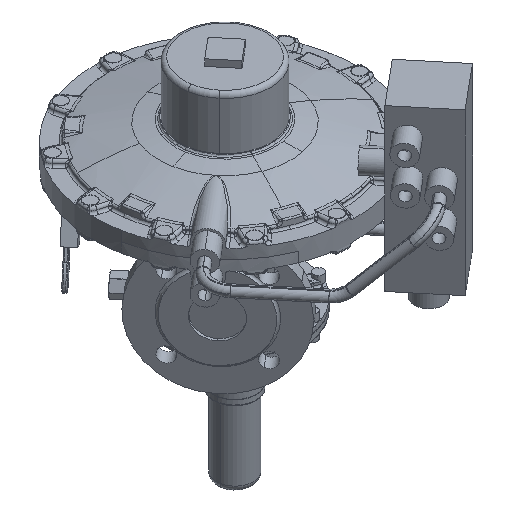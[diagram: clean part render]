
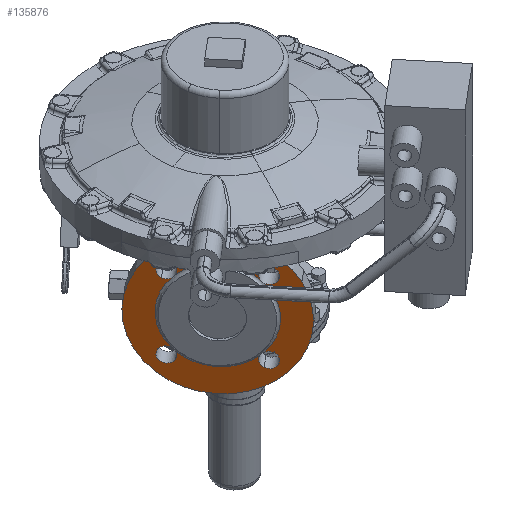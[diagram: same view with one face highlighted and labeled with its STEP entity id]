
A CAD part, isometric view. The second image highlights one B-rep face of the part: STEP entity #135876.
In plain terms, the highlighted planar face has unit normal (-0.769, -0.639, 0).
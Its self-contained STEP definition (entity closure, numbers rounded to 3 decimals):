
#4921=CARTESIAN_POINT('Vertex',(-98.991,11.913,-39.553)) ;
#4924=CARTESIAN_POINT('Axis2P3D Location',(-52.741,-43.79,0.)) ;
#4928=CARTESIAN_POINT('Vertex',(-6.491,-99.493,39.553)) ;
#5956=CARTESIAN_POINT('Axis2P3D Location',(-52.741,-43.79,0.)) ;
#6099=CARTESIAN_POINT('Vertex',(-19.464,-83.869,39.879)) ;
#6102=CARTESIAN_POINT('Axis2P3D Location',(-24.51,-77.792,44.194)) ;
#6106=CARTESIAN_POINT('Vertex',(-29.555,-71.715,48.509)) ;
#6126=CARTESIAN_POINT('Axis2P3D Location',(-24.51,-77.792,44.194)) ;
#6130=CARTESIAN_POINT('Vertex',(-29.622,-71.634,40.078)) ;
#6139=CARTESIAN_POINT('Vertex',(-27.139,-74.625,36.191)) ;
#6142=CARTESIAN_POINT('Axis2P3D Location',(-24.51,-77.792,44.194)) ;
#7105=CARTESIAN_POINT('Axis2P3D Location',(-80.972,-9.789,44.194)) ;
#7109=CARTESIAN_POINT('Vertex',(-83.729,-6.469,36.296)) ;
#7111=CARTESIAN_POINT('Vertex',(-78.343,-12.956,36.191)) ;
#7120=CARTESIAN_POINT('Vertex',(-75.86,-15.946,40.078)) ;
#7123=CARTESIAN_POINT('Axis2P3D Location',(-80.972,-9.789,44.194)) ;
#7127=CARTESIAN_POINT('Vertex',(-78.216,-13.108,52.092)) ;
#7154=CARTESIAN_POINT('Axis2P3D Location',(-80.972,-9.789,44.194)) ;
#7171=CARTESIAN_POINT('Axis2P3D Location',(-80.972,-9.789,-44.194)) ;
#7175=CARTESIAN_POINT('Vertex',(-75.927,-15.865,-48.509)) ;
#7177=CARTESIAN_POINT('Vertex',(-75.86,-15.946,-40.078)) ;
#7186=CARTESIAN_POINT('Vertex',(-78.343,-12.956,-36.191)) ;
#7189=CARTESIAN_POINT('Axis2P3D Location',(-80.972,-9.789,-44.194)) ;
#7193=CARTESIAN_POINT('Vertex',(-86.018,-3.712,-39.879)) ;
#7220=CARTESIAN_POINT('Axis2P3D Location',(-80.972,-9.789,-44.194)) ;
#7237=CARTESIAN_POINT('Axis2P3D Location',(-24.51,-77.792,-44.194)) ;
#7241=CARTESIAN_POINT('Vertex',(-21.753,-81.112,-36.296)) ;
#7243=CARTESIAN_POINT('Vertex',(-27.139,-74.625,-36.191)) ;
#7252=CARTESIAN_POINT('Vertex',(-29.622,-71.634,-40.078)) ;
#7255=CARTESIAN_POINT('Axis2P3D Location',(-24.51,-77.792,-44.194)) ;
#7259=CARTESIAN_POINT('Vertex',(-27.266,-74.472,-52.092)) ;
#7286=CARTESIAN_POINT('Axis2P3D Location',(-24.51,-77.792,-44.194)) ;
#135701=CARTESIAN_POINT('Control Point',(-27.139,-74.625,-36.191)) ;
#135702=CARTESIAN_POINT('Control Point',(-21.431,-81.5,-26.296)) ;
#135703=CARTESIAN_POINT('Control Point',(-17.67,-86.029,-13.645)) ;
#135704=CARTESIAN_POINT('Control Point',(-16.605,-87.312,0.516)) ;
#135705=CARTESIAN_POINT('Control Point',(-18.385,-85.168,14.189)) ;
#135706=CARTESIAN_POINT('Control Point',(-22.468,-80.25,25.889)) ;
#135707=CARTESIAN_POINT('Vertex',(-22.468,-80.25,25.889)) ;
#135719=CARTESIAN_POINT('Vertex',(-83.013,-7.33,-25.889)) ;
#135722=CARTESIAN_POINT('Axis2P3D Location',(-52.741,-43.79,0.)) ;
#135727=CARTESIAN_POINT('Axis2P3D Location',(-52.741,-43.79,0.)) ;
#135771=CARTESIAN_POINT('Control Point',(-78.343,-12.956,36.191)) ;
#135772=CARTESIAN_POINT('Control Point',(-84.051,-6.081,26.296)) ;
#135773=CARTESIAN_POINT('Control Point',(-87.811,-1.552,13.645)) ;
#135774=CARTESIAN_POINT('Control Point',(-88.877,-0.268,-0.516)) ;
#135775=CARTESIAN_POINT('Control Point',(-87.097,-2.413,-14.189)) ;
#135776=CARTESIAN_POINT('Control Point',(-83.013,-7.33,-25.889)) ;
#135778=CARTESIAN_POINT('Axis2P3D Location',(-52.741,-43.79,0.)) ;
#135783=CARTESIAN_POINT('Axis2P3D Location',(-52.741,-43.79,0.)) ;
#135847=CARTESIAN_POINT('Axis2P3D Location',(-87.236,-2.244,0.)) ;
#4925=DIRECTION('Axis2P3D Direction',(-0.769,-0.639,0.)) ;
#5957=DIRECTION('Axis2P3D Direction',(-0.769,-0.639,0.)) ;
#6103=DIRECTION('Axis2P3D Direction',(0.769,0.639,0.)) ;
#6127=DIRECTION('Axis2P3D Direction',(0.769,0.639,0.)) ;
#6143=DIRECTION('Axis2P3D Direction',(0.769,0.639,0.)) ;
#7106=DIRECTION('Axis2P3D Direction',(0.769,0.639,0.)) ;
#7124=DIRECTION('Axis2P3D Direction',(0.769,0.639,0.)) ;
#7155=DIRECTION('Axis2P3D Direction',(0.769,0.639,0.)) ;
#7172=DIRECTION('Axis2P3D Direction',(0.769,0.639,0.)) ;
#7190=DIRECTION('Axis2P3D Direction',(0.769,0.639,0.)) ;
#7221=DIRECTION('Axis2P3D Direction',(0.769,0.639,0.)) ;
#7238=DIRECTION('Axis2P3D Direction',(0.769,0.639,0.)) ;
#7256=DIRECTION('Axis2P3D Direction',(0.769,0.639,0.)) ;
#7287=DIRECTION('Axis2P3D Direction',(0.769,0.639,0.)) ;
#135723=DIRECTION('Axis2P3D Direction',(-0.769,-0.639,0.)) ;
#135728=DIRECTION('Axis2P3D Direction',(-0.769,-0.639,0.)) ;
#135779=DIRECTION('Axis2P3D Direction',(-0.769,-0.639,0.)) ;
#135784=DIRECTION('Axis2P3D Direction',(-0.769,-0.639,0.)) ;
#135848=DIRECTION('Axis2P3D Direction',(-0.769,-0.639,-0.)) ;
#135849=DIRECTION('Axis2P3D XDirection',(-0.639,0.769,0.)) ;
#4926=AXIS2_PLACEMENT_3D('Circle Axis2P3D',#4924,#4925,$) ;
#5958=AXIS2_PLACEMENT_3D('Circle Axis2P3D',#5956,#5957,$) ;
#6104=AXIS2_PLACEMENT_3D('Circle Axis2P3D',#6102,#6103,$) ;
#6128=AXIS2_PLACEMENT_3D('Circle Axis2P3D',#6126,#6127,$) ;
#6144=AXIS2_PLACEMENT_3D('Circle Axis2P3D',#6142,#6143,$) ;
#7107=AXIS2_PLACEMENT_3D('Circle Axis2P3D',#7105,#7106,$) ;
#7125=AXIS2_PLACEMENT_3D('Circle Axis2P3D',#7123,#7124,$) ;
#7156=AXIS2_PLACEMENT_3D('Circle Axis2P3D',#7154,#7155,$) ;
#7173=AXIS2_PLACEMENT_3D('Circle Axis2P3D',#7171,#7172,$) ;
#7191=AXIS2_PLACEMENT_3D('Circle Axis2P3D',#7189,#7190,$) ;
#7222=AXIS2_PLACEMENT_3D('Circle Axis2P3D',#7220,#7221,$) ;
#7239=AXIS2_PLACEMENT_3D('Circle Axis2P3D',#7237,#7238,$) ;
#7257=AXIS2_PLACEMENT_3D('Circle Axis2P3D',#7255,#7256,$) ;
#7288=AXIS2_PLACEMENT_3D('Circle Axis2P3D',#7286,#7287,$) ;
#135724=AXIS2_PLACEMENT_3D('Circle Axis2P3D',#135722,#135723,$) ;
#135729=AXIS2_PLACEMENT_3D('Circle Axis2P3D',#135727,#135728,$) ;
#135780=AXIS2_PLACEMENT_3D('Circle Axis2P3D',#135778,#135779,$) ;
#135785=AXIS2_PLACEMENT_3D('Circle Axis2P3D',#135783,#135784,$) ;
#135850=AXIS2_PLACEMENT_3D('Plane Axis2P3D',#135847,#135848,#135849) ;
#135853=ORIENTED_EDGE('',*,*,#4930,.T.) ;
#135854=ORIENTED_EDGE('',*,*,#5960,.T.) ;
#135857=ORIENTED_EDGE('',*,*,#135726,.F.) ;
#135858=ORIENTED_EDGE('',*,*,#135777,.F.) ;
#135859=ORIENTED_EDGE('',*,*,#7113,.F.) ;
#135860=ORIENTED_EDGE('',*,*,#7158,.F.) ;
#135861=ORIENTED_EDGE('',*,*,#7129,.F.) ;
#135862=ORIENTED_EDGE('',*,*,#135787,.F.) ;
#135863=ORIENTED_EDGE('',*,*,#6132,.F.) ;
#135864=ORIENTED_EDGE('',*,*,#6108,.F.) ;
#135865=ORIENTED_EDGE('',*,*,#6146,.F.) ;
#135866=ORIENTED_EDGE('',*,*,#135782,.F.) ;
#135867=ORIENTED_EDGE('',*,*,#135709,.F.) ;
#135868=ORIENTED_EDGE('',*,*,#7245,.F.) ;
#135869=ORIENTED_EDGE('',*,*,#7290,.F.) ;
#135870=ORIENTED_EDGE('',*,*,#7261,.F.) ;
#135871=ORIENTED_EDGE('',*,*,#135731,.F.) ;
#135872=ORIENTED_EDGE('',*,*,#7179,.F.) ;
#135873=ORIENTED_EDGE('',*,*,#7224,.F.) ;
#135874=ORIENTED_EDGE('',*,*,#7195,.F.) ;
#135875=FACE_BOUND('',#135856,.T.) ;
#135876=ADVANCED_FACE('Brep With Voids',(#135855,#135875),#135851,.T.) ;
#135700=B_SPLINE_CURVE_WITH_KNOTS('',5,(#135701,#135702,#135703,#135704,#135705,#135706),.UNSPECIFIED.,.F.,.U.,(6,6),(0.,95.82),.UNSPECIFIED.) ;
#135770=B_SPLINE_CURVE_WITH_KNOTS('',5,(#135771,#135772,#135773,#135774,#135775,#135776),.UNSPECIFIED.,.F.,.U.,(6,6),(0.,95.82),.UNSPECIFIED.) ;
#4927=CIRCLE('generated circle',#4926,82.5) ;
#5959=CIRCLE('generated circle',#5958,82.5) ;
#6105=CIRCLE('generated circle',#6104,9.) ;
#6129=CIRCLE('generated circle',#6128,9.) ;
#6145=CIRCLE('generated circle',#6144,9.) ;
#7108=CIRCLE('generated circle',#7107,9.) ;
#7126=CIRCLE('generated circle',#7125,9.) ;
#7157=CIRCLE('generated circle',#7156,9.) ;
#7174=CIRCLE('generated circle',#7173,9.) ;
#7192=CIRCLE('generated circle',#7191,9.) ;
#7223=CIRCLE('generated circle',#7222,9.) ;
#7240=CIRCLE('generated circle',#7239,9.) ;
#7258=CIRCLE('generated circle',#7257,9.) ;
#7289=CIRCLE('generated circle',#7288,9.) ;
#135725=CIRCLE('generated circle',#135724,54.) ;
#135730=CIRCLE('generated circle',#135729,54.) ;
#135781=CIRCLE('generated circle',#135780,54.) ;
#135786=CIRCLE('generated circle',#135785,54.) ;
#4930=EDGE_CURVE('',#4929,#4922,#4927,.T.) ;
#5960=EDGE_CURVE('',#4922,#4929,#5959,.T.) ;
#6108=EDGE_CURVE('',#6100,#6107,#6105,.F.) ;
#6132=EDGE_CURVE('',#6107,#6131,#6129,.F.) ;
#6146=EDGE_CURVE('',#6140,#6100,#6145,.F.) ;
#7113=EDGE_CURVE('',#7110,#7112,#7108,.F.) ;
#7129=EDGE_CURVE('',#7121,#7128,#7126,.F.) ;
#7158=EDGE_CURVE('',#7128,#7110,#7157,.F.) ;
#7179=EDGE_CURVE('',#7176,#7178,#7174,.F.) ;
#7195=EDGE_CURVE('',#7187,#7194,#7192,.F.) ;
#7224=EDGE_CURVE('',#7194,#7176,#7223,.F.) ;
#7245=EDGE_CURVE('',#7242,#7244,#7240,.F.) ;
#7261=EDGE_CURVE('',#7253,#7260,#7258,.F.) ;
#7290=EDGE_CURVE('',#7260,#7242,#7289,.F.) ;
#135709=EDGE_CURVE('',#7244,#135708,#135700,.T.) ;
#135726=EDGE_CURVE('',#135720,#7187,#135725,.T.) ;
#135731=EDGE_CURVE('',#7178,#7253,#135730,.T.) ;
#135777=EDGE_CURVE('',#7112,#135720,#135770,.T.) ;
#135782=EDGE_CURVE('',#135708,#6140,#135781,.T.) ;
#135787=EDGE_CURVE('',#6131,#7121,#135786,.T.) ;
#135852=EDGE_LOOP('',(#135853,#135854)) ;
#135856=EDGE_LOOP('',(#135857,#135858,#135859,#135860,#135861,#135862,#135863,#135864,#135865,#135866,#135867,#135868,#135869,#135870,#135871,#135872,#135873,#135874)) ;
#135855=FACE_OUTER_BOUND('',#135852,.T.) ;
#135851=PLANE('Plane',#135850) ;
#4922=VERTEX_POINT('',#4921) ;
#4929=VERTEX_POINT('',#4928) ;
#6100=VERTEX_POINT('',#6099) ;
#6107=VERTEX_POINT('',#6106) ;
#6131=VERTEX_POINT('',#6130) ;
#6140=VERTEX_POINT('',#6139) ;
#7110=VERTEX_POINT('',#7109) ;
#7112=VERTEX_POINT('',#7111) ;
#7121=VERTEX_POINT('',#7120) ;
#7128=VERTEX_POINT('',#7127) ;
#7176=VERTEX_POINT('',#7175) ;
#7178=VERTEX_POINT('',#7177) ;
#7187=VERTEX_POINT('',#7186) ;
#7194=VERTEX_POINT('',#7193) ;
#7242=VERTEX_POINT('',#7241) ;
#7244=VERTEX_POINT('',#7243) ;
#7253=VERTEX_POINT('',#7252) ;
#7260=VERTEX_POINT('',#7259) ;
#135708=VERTEX_POINT('',#135707) ;
#135720=VERTEX_POINT('',#135719) ;
